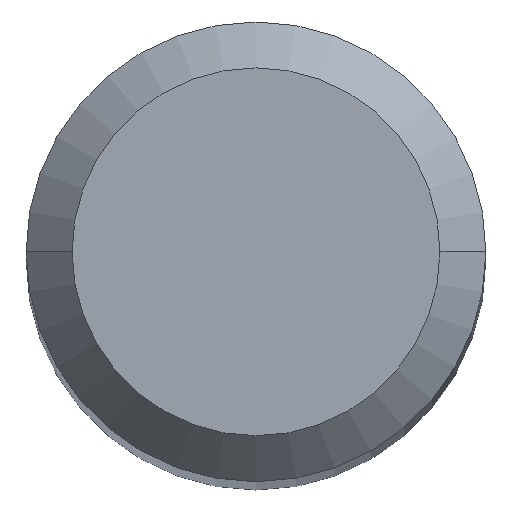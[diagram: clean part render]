
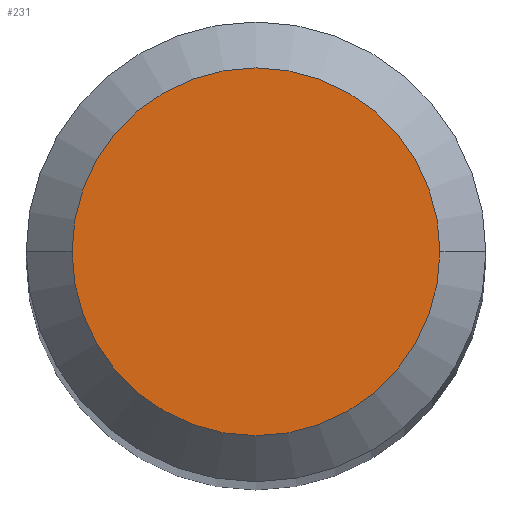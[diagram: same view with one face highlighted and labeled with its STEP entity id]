
A CAD part, top view. The second image highlights one B-rep face of the part: STEP entity #231.
In plain terms, the highlighted planar face has unit normal (0, 0, 1).
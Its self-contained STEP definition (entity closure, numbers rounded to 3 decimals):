
#1 = CARTESIAN_POINT ( 'NONE',  ( 0., 0., 38. ) ) ;
#3 = ORIENTED_EDGE ( 'NONE', *, *, #163, .F. ) ;
#41 = ORIENTED_EDGE ( 'NONE', *, *, #568, .F. ) ;
#50 = DIRECTION ( 'NONE',  ( 0., 0., -1. ) ) ;
#68 = DIRECTION ( 'NONE',  ( -1., 0., 0. ) ) ;
#115 = CARTESIAN_POINT ( 'NONE',  ( 0., 0., 38. ) ) ;
#118 = CIRCLE ( 'NONE', #282, 1.2 ) ;
#121 = CARTESIAN_POINT ( 'NONE',  ( 0., 0., 38. ) ) ;
#163 = EDGE_CURVE ( 'NONE', #654, #668, #118, .T. ) ;
#212 = CIRCLE ( 'NONE', #455, 1.2 ) ;
#231 = ADVANCED_FACE ( 'NONE', ( #281 ), #337, .F. ) ;
#281 = FACE_OUTER_BOUND ( 'NONE', #435, .T. ) ;
#282 = AXIS2_PLACEMENT_3D ( 'NONE', #1, #50, #558 ) ;
#337 = PLANE ( 'NONE',  #498 ) ;
#352 = DIRECTION ( 'NONE',  ( -1., 0., 0. ) ) ;
#435 = EDGE_LOOP ( 'NONE', ( #3, #41 ) ) ;
#455 = AXIS2_PLACEMENT_3D ( 'NONE', #115, #666, #68 ) ;
#458 = CARTESIAN_POINT ( 'NONE',  ( 1.2, 0., 38. ) ) ;
#498 = AXIS2_PLACEMENT_3D ( 'NONE', #121, #516, #352 ) ;
#516 = DIRECTION ( 'NONE',  ( 0., 0., -1. ) ) ;
#558 = DIRECTION ( 'NONE',  ( -1., 0., 0. ) ) ;
#568 = EDGE_CURVE ( 'NONE', #668, #654, #212, .T. ) ;
#608 = CARTESIAN_POINT ( 'NONE',  ( -1.2, 0., 38. ) ) ;
#654 = VERTEX_POINT ( 'NONE', #608 ) ;
#666 = DIRECTION ( 'NONE',  ( 0., 0., -1. ) ) ;
#668 = VERTEX_POINT ( 'NONE', #458 ) ;
